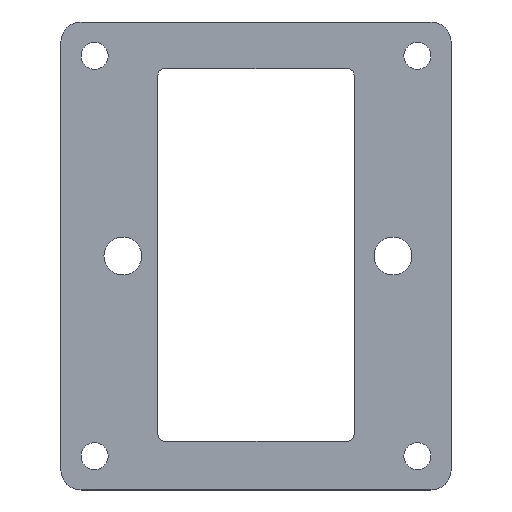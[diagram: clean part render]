
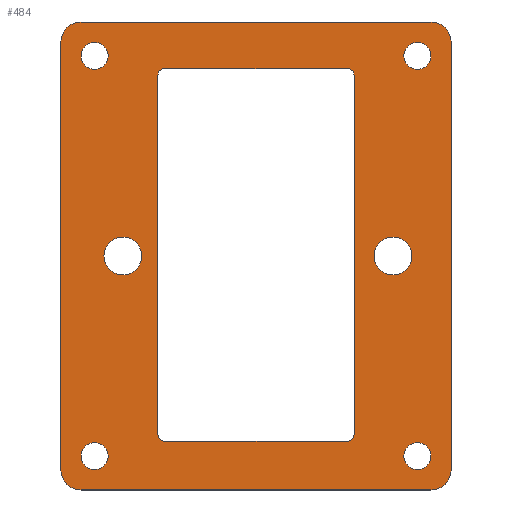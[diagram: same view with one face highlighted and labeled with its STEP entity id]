
A CAD part, top view. The second image highlights one B-rep face of the part: STEP entity #484.
In plain terms, the highlighted planar face has unit normal (0, 0, 1).
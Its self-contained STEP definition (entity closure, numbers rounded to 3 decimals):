
#22=FACE_BOUND('',#94,.T.);
#23=FACE_BOUND('',#95,.T.);
#24=FACE_BOUND('',#96,.T.);
#25=FACE_BOUND('',#97,.T.);
#26=FACE_BOUND('',#98,.T.);
#27=FACE_BOUND('',#99,.T.);
#28=FACE_BOUND('',#100,.T.);
#38=PLANE('',#550);
#62=FACE_OUTER_BOUND('',#93,.T.);
#93=EDGE_LOOP('',(#425,#426,#427,#428,#429,#430,#431,#432));
#94=EDGE_LOOP('',(#433));
#95=EDGE_LOOP('',(#434));
#96=EDGE_LOOP('',(#435));
#97=EDGE_LOOP('',(#436));
#98=EDGE_LOOP('',(#437));
#99=EDGE_LOOP('',(#438));
#100=EDGE_LOOP('',(#439,#440,#441,#442,#443,#444,#445,#446));
#106=LINE('',#721,#144);
#109=LINE('',#731,#147);
#119=LINE('',#771,#157);
#122=LINE('',#779,#160);
#125=LINE('',#787,#163);
#128=LINE('',#795,#166);
#135=LINE('',#821,#173);
#138=LINE('',#828,#176);
#144=VECTOR('',#578,10.);
#147=VECTOR('',#589,10.);
#157=VECTOR('',#623,10.);
#160=VECTOR('',#632,10.);
#163=VECTOR('',#641,10.);
#166=VECTOR('',#650,10.);
#173=VECTOR('',#683,10.);
#176=VECTOR('',#692,10.);
#177=CIRCLE('',#500,2.);
#179=CIRCLE('',#503,2.);
#182=CIRCLE('',#507,3.);
#184=CIRCLE('',#511,3.);
#195=CIRCLE('',#526,1.);
#196=CIRCLE('',#529,1.);
#197=CIRCLE('',#532,1.);
#198=CIRCLE('',#535,1.);
#199=CIRCLE('',#537,2.);
#200=CIRCLE('',#539,2.);
#201=CIRCLE('',#541,2.8);
#202=CIRCLE('',#543,2.8);
#203=CIRCLE('',#545,3.);
#204=CIRCLE('',#548,3.);
#205=VERTEX_POINT('',#697);
#207=VERTEX_POINT('',#703);
#211=VERTEX_POINT('',#712);
#212=VERTEX_POINT('',#714);
#214=VERTEX_POINT('',#720);
#216=VERTEX_POINT('',#726);
#217=VERTEX_POINT('',#730);
#234=VERTEX_POINT('',#768);
#235=VERTEX_POINT('',#770);
#236=VERTEX_POINT('',#774);
#237=VERTEX_POINT('',#778);
#238=VERTEX_POINT('',#782);
#239=VERTEX_POINT('',#786);
#240=VERTEX_POINT('',#790);
#241=VERTEX_POINT('',#794);
#242=VERTEX_POINT('',#800);
#243=VERTEX_POINT('',#804);
#244=VERTEX_POINT('',#808);
#245=VERTEX_POINT('',#812);
#246=VERTEX_POINT('',#816);
#247=VERTEX_POINT('',#820);
#248=VERTEX_POINT('',#824);
#249=EDGE_CURVE('',#205,#205,#177,.T.);
#252=EDGE_CURVE('',#207,#207,#179,.T.);
#257=EDGE_CURVE('',#212,#211,#182,.T.);
#260=EDGE_CURVE('',#214,#212,#106,.T.);
#263=EDGE_CURVE('',#216,#214,#184,.T.);
#265=EDGE_CURVE('',#217,#216,#109,.T.);
#285=EDGE_CURVE('',#235,#234,#119,.T.);
#287=EDGE_CURVE('',#236,#235,#195,.T.);
#289=EDGE_CURVE('',#237,#236,#122,.T.);
#291=EDGE_CURVE('',#238,#237,#196,.T.);
#293=EDGE_CURVE('',#239,#238,#125,.T.);
#295=EDGE_CURVE('',#240,#239,#197,.T.);
#297=EDGE_CURVE('',#241,#240,#128,.T.);
#299=EDGE_CURVE('',#234,#241,#198,.T.);
#300=EDGE_CURVE('',#242,#242,#199,.T.);
#302=EDGE_CURVE('',#243,#243,#200,.T.);
#304=EDGE_CURVE('',#244,#244,#201,.T.);
#306=EDGE_CURVE('',#245,#245,#202,.T.);
#308=EDGE_CURVE('',#246,#217,#203,.T.);
#310=EDGE_CURVE('',#247,#246,#135,.T.);
#312=EDGE_CURVE('',#248,#247,#204,.T.);
#314=EDGE_CURVE('',#211,#248,#138,.T.);
#425=ORIENTED_EDGE('',*,*,#257,.T.);
#426=ORIENTED_EDGE('',*,*,#314,.T.);
#427=ORIENTED_EDGE('',*,*,#312,.T.);
#428=ORIENTED_EDGE('',*,*,#310,.T.);
#429=ORIENTED_EDGE('',*,*,#308,.T.);
#430=ORIENTED_EDGE('',*,*,#265,.T.);
#431=ORIENTED_EDGE('',*,*,#263,.T.);
#432=ORIENTED_EDGE('',*,*,#260,.T.);
#433=ORIENTED_EDGE('',*,*,#249,.T.);
#434=ORIENTED_EDGE('',*,*,#252,.T.);
#435=ORIENTED_EDGE('',*,*,#306,.T.);
#436=ORIENTED_EDGE('',*,*,#304,.T.);
#437=ORIENTED_EDGE('',*,*,#302,.T.);
#438=ORIENTED_EDGE('',*,*,#300,.T.);
#439=ORIENTED_EDGE('',*,*,#299,.T.);
#440=ORIENTED_EDGE('',*,*,#297,.T.);
#441=ORIENTED_EDGE('',*,*,#295,.T.);
#442=ORIENTED_EDGE('',*,*,#293,.T.);
#443=ORIENTED_EDGE('',*,*,#291,.T.);
#444=ORIENTED_EDGE('',*,*,#289,.T.);
#445=ORIENTED_EDGE('',*,*,#287,.T.);
#446=ORIENTED_EDGE('',*,*,#285,.T.);
#484=ADVANCED_FACE('',(#62,#22,#23,#24,#25,#26,#27,#28),#38,.T.);
#500=AXIS2_PLACEMENT_3D('',#698,#555,#556);
#503=AXIS2_PLACEMENT_3D('',#704,#562,#563);
#507=AXIS2_PLACEMENT_3D('',#715,#572,#573);
#511=AXIS2_PLACEMENT_3D('',#727,#584,#585);
#526=AXIS2_PLACEMENT_3D('',#775,#627,#628);
#529=AXIS2_PLACEMENT_3D('',#783,#636,#637);
#532=AXIS2_PLACEMENT_3D('',#791,#645,#646);
#535=AXIS2_PLACEMENT_3D('',#798,#654,#655);
#537=AXIS2_PLACEMENT_3D('',#801,#658,#659);
#539=AXIS2_PLACEMENT_3D('',#805,#663,#664);
#541=AXIS2_PLACEMENT_3D('',#809,#668,#669);
#543=AXIS2_PLACEMENT_3D('',#813,#673,#674);
#545=AXIS2_PLACEMENT_3D('',#817,#678,#679);
#548=AXIS2_PLACEMENT_3D('',#825,#687,#688);
#550=AXIS2_PLACEMENT_3D('',#829,#693,#694);
#555=DIRECTION('center_axis',(0.,0.,-1.));
#556=DIRECTION('ref_axis',(-1.,0.,0.));
#562=DIRECTION('center_axis',(0.,0.,-1.));
#563=DIRECTION('ref_axis',(-1.,0.,0.));
#572=DIRECTION('center_axis',(0.,0.,1.));
#573=DIRECTION('ref_axis',(1.,0.,0.));
#578=DIRECTION('',(0.,1.,0.));
#584=DIRECTION('center_axis',(0.,0.,1.));
#585=DIRECTION('ref_axis',(0.,-1.,0.));
#589=DIRECTION('',(1.,0.,0.));
#623=DIRECTION('',(0.,-1.,0.));
#627=DIRECTION('center_axis',(0.,0.,-1.));
#628=DIRECTION('ref_axis',(0.,1.,0.));
#632=DIRECTION('',(1.,0.,0.));
#636=DIRECTION('center_axis',(0.,0.,-1.));
#637=DIRECTION('ref_axis',(-1.,0.,0.));
#641=DIRECTION('',(0.,1.,0.));
#645=DIRECTION('center_axis',(0.,0.,-1.));
#646=DIRECTION('ref_axis',(0.,-1.,0.));
#650=DIRECTION('',(-1.,0.,0.));
#654=DIRECTION('center_axis',(0.,0.,-1.));
#655=DIRECTION('ref_axis',(1.,0.,0.));
#658=DIRECTION('center_axis',(0.,0.,-1.));
#659=DIRECTION('ref_axis',(1.,0.,0.));
#663=DIRECTION('center_axis',(0.,0.,-1.));
#664=DIRECTION('ref_axis',(1.,0.,0.));
#668=DIRECTION('center_axis',(0.,0.,-1.));
#669=DIRECTION('ref_axis',(1.,0.,0.));
#673=DIRECTION('center_axis',(0.,0.,-1.));
#674=DIRECTION('ref_axis',(1.,0.,0.));
#678=DIRECTION('center_axis',(0.,0.,1.));
#679=DIRECTION('ref_axis',(-1.,0.,0.));
#683=DIRECTION('',(0.,-1.,0.));
#687=DIRECTION('center_axis',(0.,0.,1.));
#688=DIRECTION('ref_axis',(0.,1.,0.));
#692=DIRECTION('',(-1.,0.,0.));
#693=DIRECTION('center_axis',(0.,0.,1.));
#694=DIRECTION('ref_axis',(1.,0.,0.));
#697=CARTESIAN_POINT('',(112.826,-32.47,2.5));
#698=CARTESIAN_POINT('Origin',(110.826,-32.47,2.5));
#703=CARTESIAN_POINT('',(112.826,-91.77,2.5));
#704=CARTESIAN_POINT('Origin',(110.826,-91.77,2.5));
#712=CARTESIAN_POINT('',(112.826,-27.47,2.5));
#714=CARTESIAN_POINT('',(115.826,-30.47,2.5));
#715=CARTESIAN_POINT('Origin',(112.826,-30.47,2.5));
#720=CARTESIAN_POINT('',(115.826,-93.77,2.5));
#721=CARTESIAN_POINT('',(115.826,-77.945,2.5));
#726=CARTESIAN_POINT('',(112.826,-96.77,2.5));
#727=CARTESIAN_POINT('Origin',(112.826,-93.77,2.5));
#730=CARTESIAN_POINT('',(61.024,-96.77,2.5));
#731=CARTESIAN_POINT('',(61.024,-96.77,2.5));
#768=CARTESIAN_POINT('',(101.45,-88.557,2.5));
#770=CARTESIAN_POINT('',(101.45,-35.357,2.5));
#771=CARTESIAN_POINT('',(101.45,-35.357,2.5));
#774=CARTESIAN_POINT('',(100.45,-34.357,2.5));
#775=CARTESIAN_POINT('Origin',(100.45,-35.357,2.5));
#778=CARTESIAN_POINT('',(73.4,-34.357,2.5));
#779=CARTESIAN_POINT('',(73.4,-34.357,2.5));
#782=CARTESIAN_POINT('',(72.4,-35.357,2.5));
#783=CARTESIAN_POINT('Origin',(73.4,-35.357,2.5));
#786=CARTESIAN_POINT('',(72.4,-88.557,2.5));
#787=CARTESIAN_POINT('',(72.4,-88.557,2.5));
#790=CARTESIAN_POINT('',(73.4,-89.557,2.5));
#791=CARTESIAN_POINT('Origin',(73.4,-88.557,2.5));
#794=CARTESIAN_POINT('',(100.45,-89.557,2.5));
#795=CARTESIAN_POINT('',(100.45,-89.557,2.5));
#798=CARTESIAN_POINT('Origin',(100.45,-88.557,2.5));
#800=CARTESIAN_POINT('',(61.024,-91.77,2.5));
#801=CARTESIAN_POINT('Origin',(63.024,-91.77,2.5));
#804=CARTESIAN_POINT('',(61.024,-32.47,2.5));
#805=CARTESIAN_POINT('Origin',(63.024,-32.47,2.5));
#808=CARTESIAN_POINT('',(104.408,-62.12,2.5));
#809=CARTESIAN_POINT('Origin',(107.208,-62.12,2.5));
#812=CARTESIAN_POINT('',(64.408,-62.12,2.5));
#813=CARTESIAN_POINT('Origin',(67.208,-62.12,2.5));
#816=CARTESIAN_POINT('',(58.024,-93.77,2.5));
#817=CARTESIAN_POINT('Origin',(61.024,-93.77,2.5));
#820=CARTESIAN_POINT('',(58.024,-30.47,2.5));
#821=CARTESIAN_POINT('',(58.024,-30.47,2.5));
#824=CARTESIAN_POINT('',(61.024,-27.47,2.5));
#825=CARTESIAN_POINT('Origin',(61.024,-30.47,2.5));
#828=CARTESIAN_POINT('',(143.899,-27.47,2.5));
#829=CARTESIAN_POINT('Origin',(102.462,-62.12,2.5));
